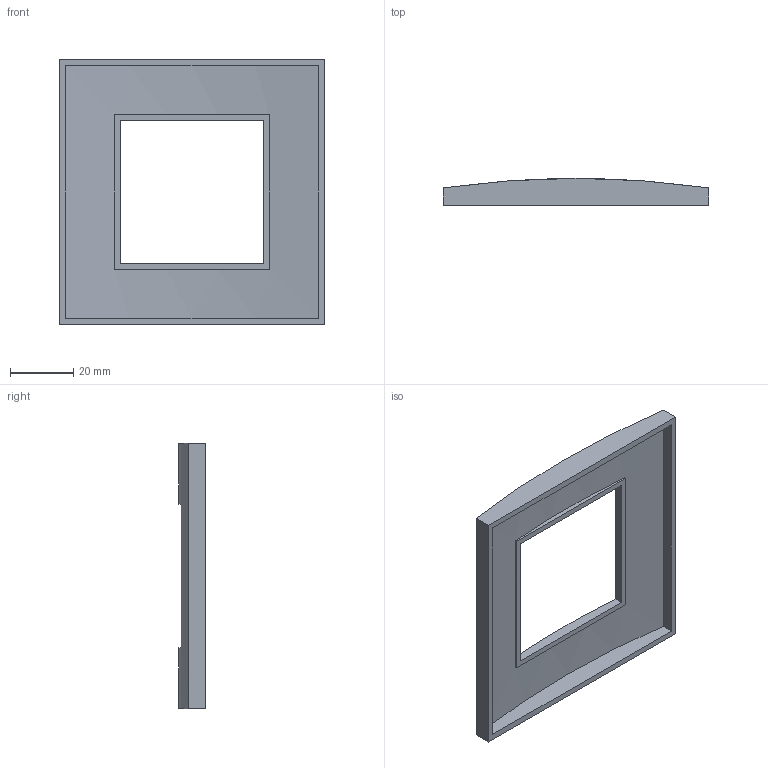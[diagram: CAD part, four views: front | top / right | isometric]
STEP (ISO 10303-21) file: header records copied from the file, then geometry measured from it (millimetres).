
FILE_DESCRIPTION (( 'STEP AP214' ), '1' );
FILE_NAME ('6119324_KSTP1.stp', '2018-09-03T11:33:08', ( '' ), ( '' ), 'SwSTEP 2.0', 'SolidWorks 2016', '' );
FILE_SCHEMA (( 'AUTOMOTIVE_DESIGN' ));
Length unit declared in the file: millimetre
Products named in the file (1): 6119324_KSTP1
Bounding box: 84 x 8.5 x 84 mm (x, y, z)
Volume: 13333.3 mm3; surface area: 14399.3 mm2
Topology: 1 solids, 1 shells, 20 faces, 48 edges, 32 vertices
Faces by surface type: plane 18, cylinder 2
Entity records: 618 total; most frequent: CARTESIAN_POINT 101, DIRECTION 98, ORIENTED_EDGE 96, EDGE_CURVE 48, LINE 40, VECTOR 40, VERTEX_POINT 32, AXIS2_PLACEMENT_3D 29
